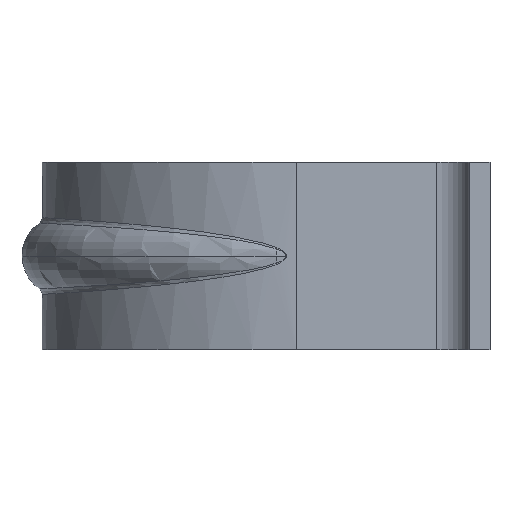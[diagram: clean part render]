
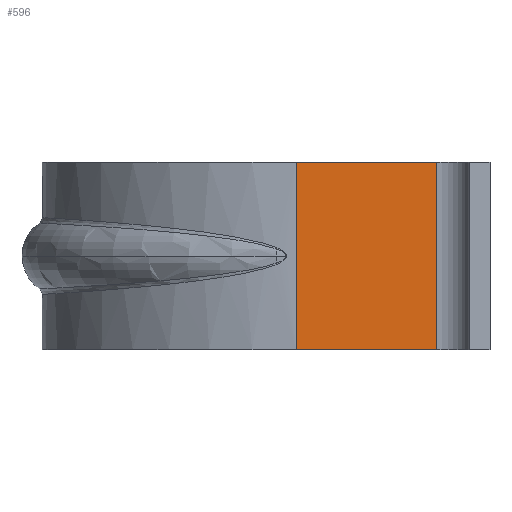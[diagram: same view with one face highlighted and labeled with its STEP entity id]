
A CAD part, left-side view. The second image highlights one B-rep face of the part: STEP entity #596.
In plain terms, the highlighted planar face has unit normal (-1, 0, 0).
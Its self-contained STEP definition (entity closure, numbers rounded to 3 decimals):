
#33 = LINE ( 'NONE', #45, #564 ) ;
#45 = CARTESIAN_POINT ( 'NONE',  ( -19., 4., -7. ) ) ;
#127 = EDGE_CURVE ( 'NONE', #1170, #1595, #919, .T. ) ;
#177 = ORIENTED_EDGE ( 'NONE', *, *, #846, .T. ) ;
#219 = ORIENTED_EDGE ( 'NONE', *, *, #127, .T. ) ;
#234 = ORIENTED_EDGE ( 'NONE', *, *, #1998, .F. ) ;
#336 = DIRECTION ( 'NONE',  ( -1., 0., 0. ) ) ;
#513 = EDGE_LOOP ( 'NONE', ( #234, #2096, #177, #219 ) ) ;
#564 = VECTOR ( 'NONE', #915, 1000. ) ;
#587 = PLANE ( 'NONE',  #1970 ) ;
#596 = ADVANCED_FACE ( 'NONE', ( #2372 ), #587, .T. ) ;
#602 = DIRECTION ( 'NONE',  ( 0., -1., 0. ) ) ;
#759 = LINE ( 'NONE', #2275, #2217 ) ;
#846 = EDGE_CURVE ( 'NONE', #1841, #1170, #2495, .T. ) ;
#915 = DIRECTION ( 'NONE',  ( 0., 1., 0. ) ) ;
#919 = LINE ( 'NONE', #1141, #1126 ) ;
#921 = CARTESIAN_POINT ( 'NONE',  ( -19., 4., 7. ) ) ;
#935 = DIRECTION ( 'NONE',  ( 0., 1., 0. ) ) ;
#1045 = CARTESIAN_POINT ( 'NONE',  ( -19., 4., -7. ) ) ;
#1059 = CARTESIAN_POINT ( 'NONE',  ( -19., 14.5, -7. ) ) ;
#1126 = VECTOR ( 'NONE', #2011, 1000. ) ;
#1141 = CARTESIAN_POINT ( 'NONE',  ( -19., 14.5, 7. ) ) ;
#1170 = VERTEX_POINT ( 'NONE', #1408 ) ;
#1220 = VECTOR ( 'NONE', #935, 1000. ) ;
#1244 = EDGE_CURVE ( 'NONE', #1841, #2280, #759, .T. ) ;
#1379 = DIRECTION ( 'NONE',  ( 0., 0., -1. ) ) ;
#1408 = CARTESIAN_POINT ( 'NONE',  ( -19., 14.5, 7. ) ) ;
#1595 = VERTEX_POINT ( 'NONE', #1059 ) ;
#1603 = CARTESIAN_POINT ( 'NONE',  ( -19., 4., 7. ) ) ;
#1665 = CARTESIAN_POINT ( 'NONE',  ( -19., 4., 7. ) ) ;
#1841 = VERTEX_POINT ( 'NONE', #1603 ) ;
#1970 = AXIS2_PLACEMENT_3D ( 'NONE', #1665, #336, #602 ) ;
#1998 = EDGE_CURVE ( 'NONE', #2280, #1595, #33, .T. ) ;
#2011 = DIRECTION ( 'NONE',  ( 0., 0., -1. ) ) ;
#2096 = ORIENTED_EDGE ( 'NONE', *, *, #1244, .F. ) ;
#2217 = VECTOR ( 'NONE', #1379, 1000. ) ;
#2275 = CARTESIAN_POINT ( 'NONE',  ( -19., 4., 7. ) ) ;
#2280 = VERTEX_POINT ( 'NONE', #1045 ) ;
#2372 = FACE_OUTER_BOUND ( 'NONE', #513, .T. ) ;
#2495 = LINE ( 'NONE', #921, #1220 ) ;
